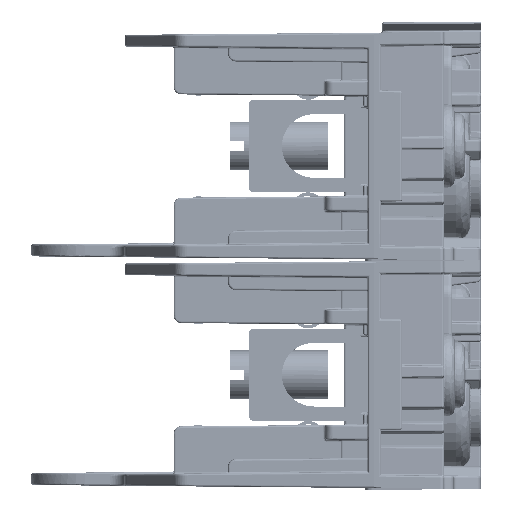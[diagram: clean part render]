
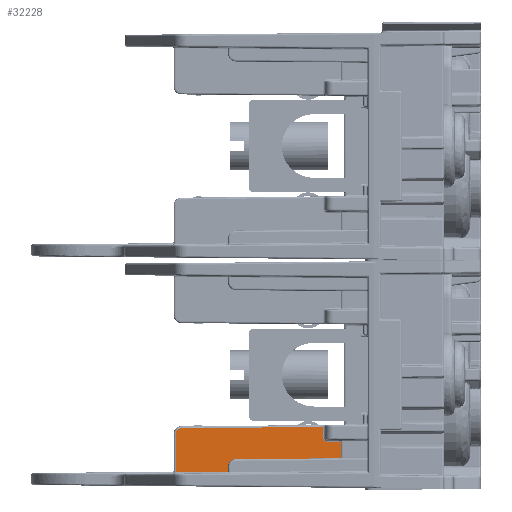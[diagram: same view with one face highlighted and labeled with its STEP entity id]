
A CAD part, left-side view. The second image highlights one B-rep face of the part: STEP entity #32228.
In plain terms, the highlighted planar face has unit normal (-1, 0.009, 0).
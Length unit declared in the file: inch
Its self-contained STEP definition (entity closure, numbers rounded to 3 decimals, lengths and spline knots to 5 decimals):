
#1581 = ORIENTED_EDGE ( 'NONE', *, *, #58510, .T. ) ;
#2317 = ORIENTED_EDGE ( 'NONE', *, *, #50084, .T. ) ;
#2604 = EDGE_CURVE ( 'NONE', #86080, #49306, #129990, .T. ) ;
#3388 = VECTOR ( 'NONE', #7843, 39.37008 ) ;
#5647 = AXIS2_PLACEMENT_3D ( 'NONE', #117598, #54502, #126648 ) ;
#6246 = CARTESIAN_POINT ( 'NONE',  ( -2.5982, 0.77764, -0.33973 ) ) ;
#6568 = CARTESIAN_POINT ( 'NONE',  ( -2.59152, 1.54252, -0.28789 ) ) ;
#6679 = CARTESIAN_POINT ( 'NONE',  ( -2.59803, 0.79716, -0.32005 ) ) ;
#7040 = CARTESIAN_POINT ( 'NONE',  ( -2.59803, 0.79716, -0.26477 ) ) ;
#7107 = VERTEX_POINT ( 'NONE', #105889 ) ;
#7432 = CARTESIAN_POINT ( 'NONE',  ( -2.5915, 1.54536, -0.30057 ) ) ;
#7805 = ORIENTED_EDGE ( 'NONE', *, *, #89163, .T. ) ;
#7843 = DIRECTION ( 'NONE',  ( 0., 0., -1. ) ) ;
#9055 = EDGE_CURVE ( 'NONE', #107690, #59746, #35518, .T. ) ;
#12106 = VECTOR ( 'NONE', #81167, 39.37008 ) ;
#14025 = DIRECTION ( 'NONE',  ( 0., 0., 1. ) ) ;
#14627 = LINE ( 'NONE', #28205, #3388 ) ;
#16182 = CARTESIAN_POINT ( 'NONE',  ( -2.59803, 0.79716, -0.32257 ) ) ;
#17929 = CARTESIAN_POINT ( 'NONE',  ( -2.59995, 0.57672, -0.34148 ) ) ;
#18372 = DIRECTION ( 'NONE',  ( 0.009, 1., 0.009 ) ) ;
#19065 = VECTOR ( 'NONE', #14025, 39.37008 ) ;
#19519 = CARTESIAN_POINT ( 'NONE',  ( -2.59175, 1.51609, -0.27104 ) ) ;
#19974 = VERTEX_POINT ( 'NONE', #44673 ) ;
#22738 = VECTOR ( 'NONE', #18372, 39.37008 ) ;
#23929 = LINE ( 'NONE', #65554, #19065 ) ;
#25399 = CARTESIAN_POINT ( 'NONE',  ( -2.59803, 0.79716, -0.32005 ) ) ;
#25423 = ORIENTED_EDGE ( 'NONE', *, *, #70967, .T. ) ;
#26596 = CARTESIAN_POINT ( 'NONE',  ( -2.59815, 0.78249, -0.33912 ) ) ;
#26923 = CARTESIAN_POINT ( 'NONE',  ( -2.59173, 1.51796, -0.27106 ) ) ;
#26959 = DIRECTION ( 'NONE',  ( 0.009, 1., -0.009 ) ) ;
#28205 = CARTESIAN_POINT ( 'NONE',  ( -2.5915, 1.54536, 0.57382 ) ) ;
#32228 = ADVANCED_FACE ( 'NONE', ( #54527 ), #116697, .T. ) ;
#35518 = B_SPLINE_CURVE_WITH_KNOTS ( 'NONE', 3,
 ( #110332, #26923, #98699, #108587, #119877, #120766, #119015, #120324, #109904, #46813, #130259, #6568, #58556, #57240, #130694, #7432 ),
 .UNSPECIFIED., .F., .F.,
 ( 4, 1, 2, 2, 2, 1, 2, 2, 4 ),
 ( 0., 0.125, 0.1875, 0.25, 0.5, 0.625, 0.6875, 0.75, 1. ),
 .UNSPECIFIED. ) ;
#36980 = CARTESIAN_POINT ( 'NONE',  ( -2.59807, 0.79239, -0.33297 ) ) ;
#37344 = CARTESIAN_POINT ( 'NONE',  ( -2.5915, 1.54536, -0.30057 ) ) ;
#39097 = DIRECTION ( 'NONE',  ( 0., 0., 1. ) ) ;
#44673 = CARTESIAN_POINT ( 'NONE',  ( -2.59995, 0.57672, -0.34148 ) ) ;
#45868 = CARTESIAN_POINT ( 'NONE',  ( -2.59995, 0.57672, -0.48686 ) ) ;
#46813 = CARTESIAN_POINT ( 'NONE',  ( -2.59154, 1.54011, -0.28354 ) ) ;
#46912 = LINE ( 'NONE', #110795, #124336 ) ;
#47360 = CARTESIAN_POINT ( 'NONE',  ( -2.59805, 0.79463, -0.32971 ) ) ;
#49306 = VERTEX_POINT ( 'NONE', #45868 ) ;
#50084 = EDGE_CURVE ( 'NONE', #92275, #7107, #46912, .T. ) ;
#54502 = DIRECTION ( 'NONE',  ( -1., 0.009, 0. ) ) ;
#54527 = FACE_OUTER_BOUND ( 'NONE', #87430, .T. ) ;
#57240 = CARTESIAN_POINT ( 'NONE',  ( -2.5915, 1.54468, -0.29322 ) ) ;
#57798 = CARTESIAN_POINT ( 'NONE',  ( -2.59817, 0.78009, -0.3396 ) ) ;
#58510 = EDGE_CURVE ( 'NONE', #7107, #107690, #109020, .T. ) ;
#58556 = CARTESIAN_POINT ( 'NONE',  ( -2.59152, 1.54297, -0.28889 ) ) ;
#59522 = CARTESIAN_POINT ( 'NONE',  ( -2.5915, 1.54536, -0.49532 ) ) ;
#59746 = VERTEX_POINT ( 'NONE', #37344 ) ;
#60458 = VERTEX_POINT ( 'NONE', #98575 ) ;
#61353 = CARTESIAN_POINT ( 'NONE',  ( -2.60008, 0.56161, -0.48673 ) ) ;
#65554 = CARTESIAN_POINT ( 'NONE',  ( -2.59995, 0.57672, 0.57382 ) ) ;
#67184 = B_SPLINE_CURVE_WITH_KNOTS ( 'NONE', 3,
 ( #6246, #121294, #57798, #26596, #78074, #79824, #78520, #119562, #109140, #36980, #68570, #47360, #99257, #98801, #129940, #16182, #6679 ),
 .UNSPECIFIED., .F., .F.,
 ( 4, 2, 2, 2, 2, 1, 2, 2, 4 ),
 ( 0., 0.125, 0.25, 0.375, 0.5, 0.625, 0.6875, 0.75, 1. ),
 .UNSPECIFIED. ) ;
#68570 = CARTESIAN_POINT ( 'NONE',  ( -2.59806, 0.79363, -0.33144 ) ) ;
#70967 = EDGE_CURVE ( 'NONE', #49306, #19974, #23929, .T. ) ;
#74464 = LINE ( 'NONE', #17929, #22738 ) ;
#78074 = CARTESIAN_POINT ( 'NONE',  ( -2.59814, 0.78362, -0.33879 ) ) ;
#78520 = CARTESIAN_POINT ( 'NONE',  ( -2.59811, 0.78723, -0.3372 ) ) ;
#79824 = CARTESIAN_POINT ( 'NONE',  ( -2.59812, 0.78607, -0.33781 ) ) ;
#81167 = DIRECTION ( 'NONE',  ( -0.009, -1., 0.009 ) ) ;
#81731 = EDGE_CURVE ( 'NONE', #60458, #92275, #67184, .T. ) ;
#82622 = ORIENTED_EDGE ( 'NONE', *, *, #2604, .T. ) ;
#84283 = ORIENTED_EDGE ( 'NONE', *, *, #98700, .T. ) ;
#86080 = VERTEX_POINT ( 'NONE', #59522 ) ;
#87430 = EDGE_LOOP ( 'NONE', ( #129362, #84283, #82622, #25423, #7805, #113678, #2317, #1581 ) ) ;
#88065 = VECTOR ( 'NONE', #26959, 39.37008 ) ;
#89163 = EDGE_CURVE ( 'NONE', #19974, #60458, #74464, .T. ) ;
#92275 = VERTEX_POINT ( 'NONE', #25399 ) ;
#98575 = CARTESIAN_POINT ( 'NONE',  ( -2.5982, 0.77764, -0.33973 ) ) ;
#98700 = EDGE_CURVE ( 'NONE', #59746, #86080, #14627, .T. ) ;
#98699 = CARTESIAN_POINT ( 'NONE',  ( -2.59171, 1.5207, -0.27134 ) ) ;
#98801 = CARTESIAN_POINT ( 'NONE',  ( -2.59804, 0.79556, -0.32783 ) ) ;
#99257 = CARTESIAN_POINT ( 'NONE',  ( -2.59804, 0.79525, -0.32852 ) ) ;
#105889 = CARTESIAN_POINT ( 'NONE',  ( -2.59803, 0.79716, -0.26477 ) ) ;
#107690 = VERTEX_POINT ( 'NONE', #19519 ) ;
#108587 = CARTESIAN_POINT ( 'NONE',  ( -2.59169, 1.52338, -0.27201 ) ) ;
#109020 = LINE ( 'NONE', #7040, #88065 ) ;
#109140 = CARTESIAN_POINT ( 'NONE',  ( -2.59808, 0.79052, -0.33484 ) ) ;
#109904 = CARTESIAN_POINT ( 'NONE',  ( -2.59156, 1.53823, -0.28122 ) ) ;
#110332 = CARTESIAN_POINT ( 'NONE',  ( -2.59175, 1.51609, -0.27104 ) ) ;
#110795 = CARTESIAN_POINT ( 'NONE',  ( -2.59803, 0.79716, 0.57382 ) ) ;
#113678 = ORIENTED_EDGE ( 'NONE', *, *, #81731, .T. ) ;
#116697 = PLANE ( 'NONE',  #5647 ) ;
#117598 = CARTESIAN_POINT ( 'NONE',  ( -2.6, 0.57087, 0.57382 ) ) ;
#119015 = CARTESIAN_POINT ( 'NONE',  ( -2.59162, 1.53063, -0.2747 ) ) ;
#119562 = CARTESIAN_POINT ( 'NONE',  ( -2.59809, 0.78944, -0.33573 ) ) ;
#119877 = CARTESIAN_POINT ( 'NONE',  ( -2.59167, 1.52515, -0.27253 ) ) ;
#120324 = CARTESIAN_POINT ( 'NONE',  ( -2.5916, 1.53396, -0.27692 ) ) ;
#120766 = CARTESIAN_POINT ( 'NONE',  ( -2.59167, 1.52595, -0.27281 ) ) ;
#121294 = CARTESIAN_POINT ( 'NONE',  ( -2.59818, 0.77887, -0.33972 ) ) ;
#124336 = VECTOR ( 'NONE', #39097, 39.37008 ) ;
#126648 = DIRECTION ( 'NONE',  ( -0.009, -1., 0. ) ) ;
#129362 = ORIENTED_EDGE ( 'NONE', *, *, #9055, .T. ) ;
#129940 = CARTESIAN_POINT ( 'NONE',  ( -2.59803, 0.7967, -0.32497 ) ) ;
#129990 = LINE ( 'NONE', #61353, #12106 ) ;
#130259 = CARTESIAN_POINT ( 'NONE',  ( -2.59153, 1.54161, -0.28611 ) ) ;
#130694 = CARTESIAN_POINT ( 'NONE',  ( -2.5915, 1.54536, -0.29683 ) ) ;
